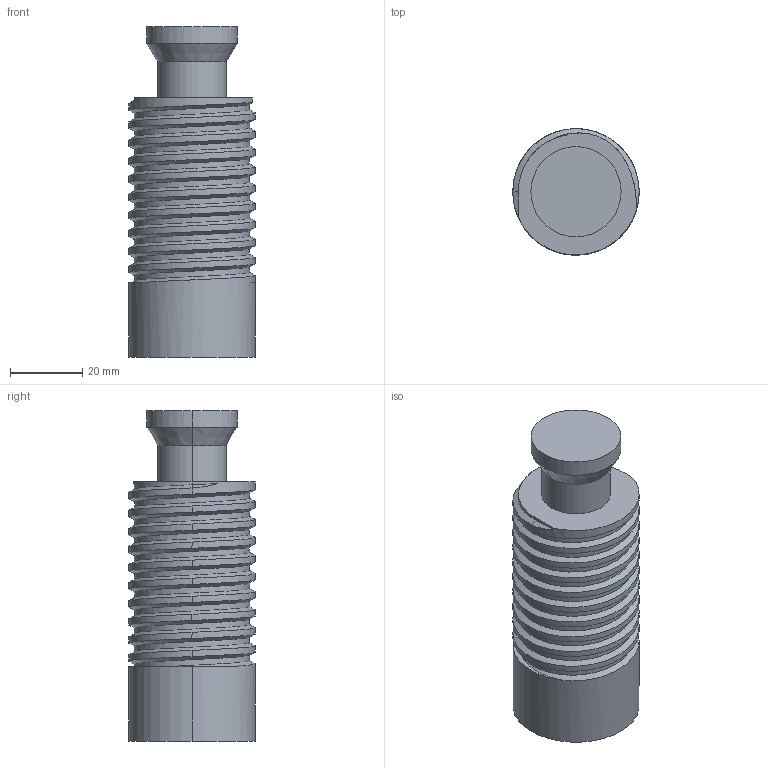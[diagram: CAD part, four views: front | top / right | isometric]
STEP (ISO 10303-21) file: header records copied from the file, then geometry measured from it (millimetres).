
FILE_DESCRIPTION (( 'STEP AP203' ), '1' );
FILE_NAME ('filament spool holder spindle-shaft 1Z.STEP', '2018-01-07T21:31:22', ( '' ), ( '' ), 'SwSTEP 2.0', 'SolidWorks 2017', '' );
FILE_SCHEMA (( 'CONFIG_CONTROL_DESIGN' ));
Length unit declared in the file: millimetre
Products named in the file (1): filament spool holder spindle-shaft 1Z
Bounding box: 35 x 35 x 91.52 mm (x, y, z)
Volume: 68134.6 mm3; surface area: 14672.6 mm2
Topology: 1 solids, 2 shells, 46 faces, 114 edges, 74 vertices
Faces by surface type: cylinder 30, plane 10, bspline 4, cone 2
Entity records: 8039 total; most frequent: CARTESIAN_POINT 6968, ORIENTED_EDGE 228, DIRECTION 168, EDGE_CURVE 114, VERTEX_POINT 74, AXIS2_PLACEMENT_3D 65, B_SPLINE_CURVE_WITH_KNOTS 53, EDGE_LOOP 48
